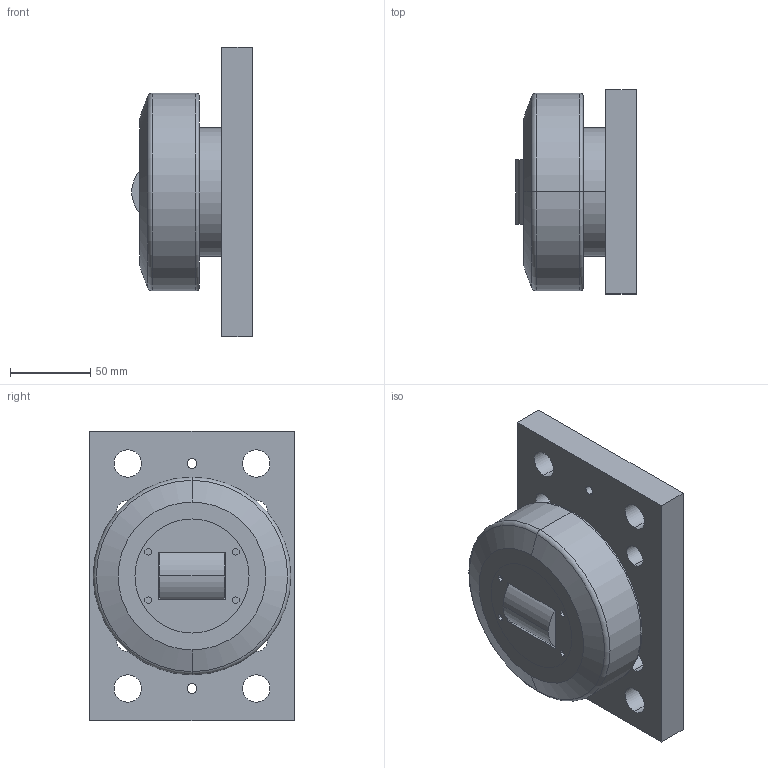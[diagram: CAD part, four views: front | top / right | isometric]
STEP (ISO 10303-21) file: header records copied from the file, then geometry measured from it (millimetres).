
FILE_DESCRIPTION (( 'STEP AP214' ), '1' );
FILE_NAME ('CRT_A3AD42E6C0.step', '2022-11-24T11:32:11', ( '' ), ( '' ), 'SwSTEP 2.0', 'SolidWorks 2019', '' );
FILE_SCHEMA (( 'AUTOMOTIVE_DESIGN' ));
Length unit declared in the file: inch
Products named in the file (3): CRT_A3AD42E6C0; OiNv6AFSGz_CADModel_0
Assembly tree (1 placements, depth 2):
  CRT_A3AD42E6C0
    OiNv6AFSGz_CADModel_0
  OiNv6AFSGz_CADModel_0
Bounding box: 75.05 x 127 x 180.01 mm (x, y, z)
Volume: 888456 mm3; surface area: 139099.5 mm2
Topology: 5 solids, 5 shells, 101 faces, 239 edges, 156 vertices
Faces by surface type: cylinder 46, plane 45, cone 6, torus 4
Entity records: 4886 total; most frequent: CARTESIAN_POINT 980, DIRECTION 533, ORIENTED_EDGE 478, EDGE_CURVE 239, AXIS2_PLACEMENT_3D 198, VERTEX_POINT 156, EDGE_LOOP 137, LINE 137
